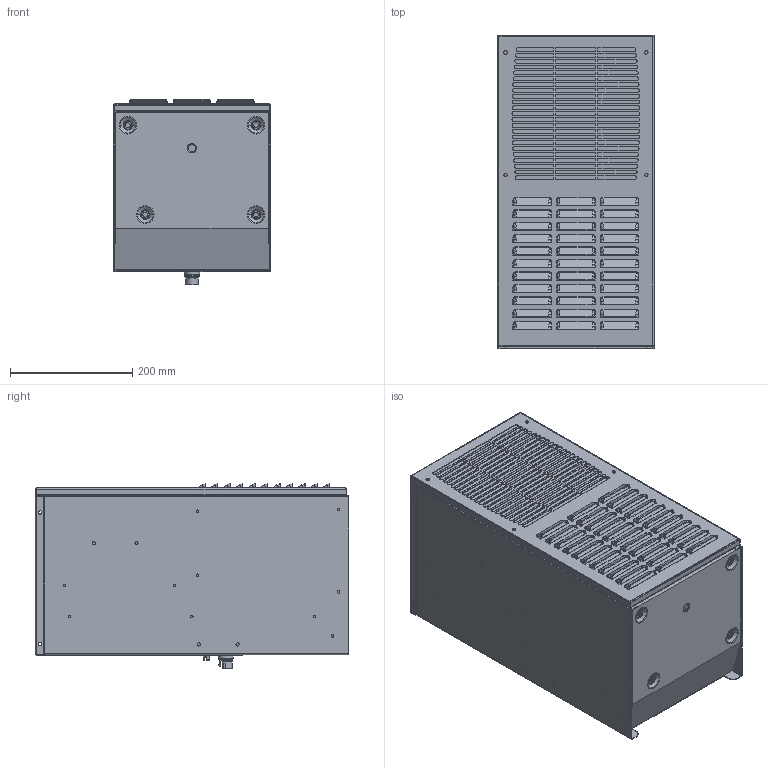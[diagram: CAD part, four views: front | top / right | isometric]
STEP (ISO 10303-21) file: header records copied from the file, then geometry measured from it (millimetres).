
FILE_DESCRIPTION (( 'STEP AP203' ), '1' );
FILE_NAME ('13382344300_Default.step', '2025-03-21T19:48:35', ( 'Windows User' ), ( 'AUTOMATION DIRECT' ), 'SwSTEP 2.0', 'SolidWorks 2024', '' );
FILE_SCHEMA (( 'CONFIG_CONTROL_DESIGN' ));
Length unit declared in the file: inch
Products named in the file (1): 13382344300_Default
Bounding box: 255.49 x 512.07 x 303.35 mm (x, y, z)
Volume: 32716903.5 mm3; surface area: 1272538.6 mm2
Topology: 1 solids, 2 shells, 3066 faces, 8143 edges, 5189 vertices
Faces by surface type: plane 1574, cylinder 955, bspline 353, torus 150, cone 26, sphere 8
Full cylindrical faces by diameter (mm): 7.937 x2, 7.938 x2, 11.938 x1
Entity records: 156212 total; most frequent: CARTESIAN_POINT 82060, ORIENTED_EDGE 16244, DIRECTION 14109, EDGE_CURVE 8122, VERTEX_POINT 5181, LINE 4871, VECTOR 4871, AXIS2_PLACEMENT_3D 4619
